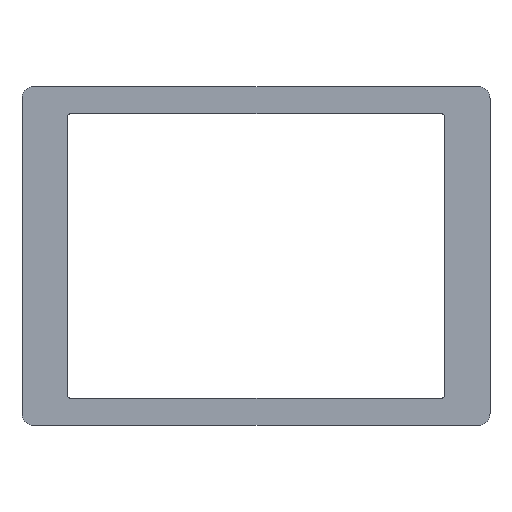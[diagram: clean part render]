
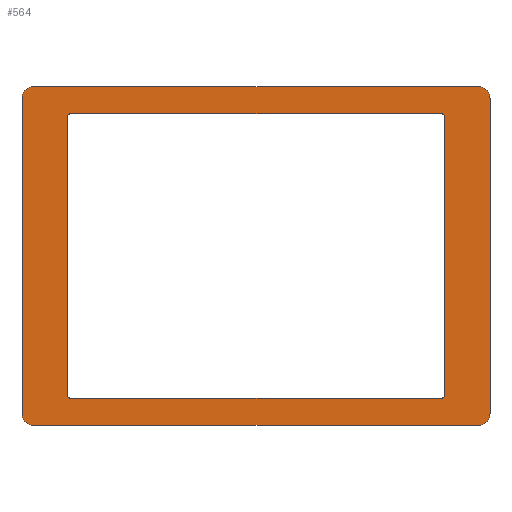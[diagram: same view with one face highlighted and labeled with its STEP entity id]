
A CAD part, front view. The second image highlights one B-rep face of the part: STEP entity #564.
In plain terms, the highlighted planar face has unit normal (0, -1, 0).
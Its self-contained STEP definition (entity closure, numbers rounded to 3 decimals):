
#13 = DIRECTION ( 'NONE',  ( 0., 1., 0. ) ) ;
#15 = ORIENTED_EDGE ( 'NONE', *, *, #186, .T. ) ;
#21 = CARTESIAN_POINT ( 'NONE',  ( -20.45, 2.4, 15.35 ) ) ;
#23 = CARTESIAN_POINT ( 'NONE',  ( 20.45, 2.4, 15.6 ) ) ;
#24 = DIRECTION ( 'NONE',  ( 0., 0., 1. ) ) ;
#31 = ORIENTED_EDGE ( 'NONE', *, *, #32, .F. ) ;
#32 = EDGE_CURVE ( 'NONE', #528, #434, #334, .T. ) ;
#34 = AXIS2_PLACEMENT_3D ( 'NONE', #208, #301, #24 ) ;
#37 = ORIENTED_EDGE ( 'NONE', *, *, #40, .T. ) ;
#39 = VERTEX_POINT ( 'NONE', #508 ) ;
#40 = EDGE_CURVE ( 'NONE', #586, #118, #588, .T. ) ;
#44 = VECTOR ( 'NONE', #89, 1000. ) ;
#46 = VECTOR ( 'NONE', #151, 1000. ) ;
#51 = EDGE_CURVE ( 'NONE', #118, #212, #191, .T. ) ;
#58 = DIRECTION ( 'NONE',  ( 0., 0., 1. ) ) ;
#68 = DIRECTION ( 'NONE',  ( 0., 0., 1. ) ) ;
#85 = AXIS2_PLACEMENT_3D ( 'NONE', #328, #556, #105 ) ;
#86 = CARTESIAN_POINT ( 'NONE',  ( 20.45, 2.4, -15.6 ) ) ;
#89 = DIRECTION ( 'NONE',  ( -1., 0., 0. ) ) ;
#92 = EDGE_CURVE ( 'NONE', #563, #420, #554, .T. ) ;
#95 = CARTESIAN_POINT ( 'NONE',  ( 24.4, 2.4, 18.6 ) ) ;
#105 = DIRECTION ( 'NONE',  ( 0., 0., 1. ) ) ;
#106 = VECTOR ( 'NONE', #266, 1000. ) ;
#108 = CARTESIAN_POINT ( 'NONE',  ( 20.7, 2.4, 15.35 ) ) ;
#109 = EDGE_CURVE ( 'NONE', #392, #452, #518, .T. ) ;
#111 = VERTEX_POINT ( 'NONE', #530 ) ;
#117 = LINE ( 'NONE', #290, #126 ) ;
#118 = VERTEX_POINT ( 'NONE', #108 ) ;
#119 = EDGE_CURVE ( 'NONE', #219, #563, #296, .T. ) ;
#120 = CARTESIAN_POINT ( 'NONE',  ( -20.7, 2.4, -15.35 ) ) ;
#121 = VERTEX_POINT ( 'NONE', #120 ) ;
#126 = VECTOR ( 'NONE', #211, 1000. ) ;
#131 = CARTESIAN_POINT ( 'NONE',  ( -20.45, 2.4, -15.6 ) ) ;
#134 = ORIENTED_EDGE ( 'NONE', *, *, #436, .T. ) ;
#136 = CIRCLE ( 'NONE', #250, 0.25 ) ;
#143 = DIRECTION ( 'NONE',  ( -1., 0., 0. ) ) ;
#145 = CARTESIAN_POINT ( 'NONE',  ( -25.7, 2.4, -17.3 ) ) ;
#146 = DIRECTION ( 'NONE',  ( 1., 0., 0. ) ) ;
#151 = DIRECTION ( 'NONE',  ( 1., 0., 0. ) ) ;
#154 = CARTESIAN_POINT ( 'NONE',  ( 24.4, 2.4, -18.6 ) ) ;
#156 = AXIS2_PLACEMENT_3D ( 'NONE', #317, #222, #272 ) ;
#160 = ORIENTED_EDGE ( 'NONE', *, *, #119, .F. ) ;
#162 = ORIENTED_EDGE ( 'NONE', *, *, #201, .F. ) ;
#163 = DIRECTION ( 'NONE',  ( 0., 0., 1. ) ) ;
#164 = ORIENTED_EDGE ( 'NONE', *, *, #531, .F. ) ;
#165 = AXIS2_PLACEMENT_3D ( 'NONE', #255, #484, #263 ) ;
#168 = CARTESIAN_POINT ( 'NONE',  ( -24.4, 2.4, -17.3 ) ) ;
#173 = PLANE ( 'NONE',  #165 ) ;
#175 = LINE ( 'NONE', #131, #44 ) ;
#186 = EDGE_CURVE ( 'NONE', #121, #392, #117, .T. ) ;
#190 = CARTESIAN_POINT ( 'NONE',  ( 24.4, 2.4, 17.3 ) ) ;
#191 = LINE ( 'NONE', #289, #298 ) ;
#193 = CARTESIAN_POINT ( 'NONE',  ( -20.7, 2.4, 15.35 ) ) ;
#201 = EDGE_CURVE ( 'NONE', #111, #528, #454, .T. ) ;
#208 = CARTESIAN_POINT ( 'NONE',  ( 24.4, 2.4, -17.3 ) ) ;
#211 = DIRECTION ( 'NONE',  ( 0., 0., 1. ) ) ;
#212 = VERTEX_POINT ( 'NONE', #253 ) ;
#219 = VERTEX_POINT ( 'NONE', #438 ) ;
#222 = DIRECTION ( 'NONE',  ( 0., 1., 0. ) ) ;
#224 = VECTOR ( 'NONE', #146, 1000. ) ;
#232 = LINE ( 'NONE', #596, #46 ) ;
#236 = CARTESIAN_POINT ( 'NONE',  ( -24.4, 2.4, 18.6 ) ) ;
#240 = EDGE_CURVE ( 'NONE', #350, #318, #175, .T. ) ;
#246 = CARTESIAN_POINT ( 'NONE',  ( -24.4, 2.4, 17.3 ) ) ;
#248 = VECTOR ( 'NONE', #143, 1000. ) ;
#250 = AXIS2_PLACEMENT_3D ( 'NONE', #310, #252, #58 ) ;
#252 = DIRECTION ( 'NONE',  ( 0., 1., 0. ) ) ;
#253 = CARTESIAN_POINT ( 'NONE',  ( 20.7, 2.4, -15.35 ) ) ;
#255 = CARTESIAN_POINT ( 'NONE',  ( -24.4, 2.4, -17.3 ) ) ;
#263 = DIRECTION ( 'NONE',  ( 0., 0., 1. ) ) ;
#265 = EDGE_LOOP ( 'NONE', ( #406, #515, #160, #573, #268, #31, #162, #164 ) ) ;
#266 = DIRECTION ( 'NONE',  ( 0., 0., -1. ) ) ;
#268 = ORIENTED_EDGE ( 'NONE', *, *, #469, .F. ) ;
#271 = ORIENTED_EDGE ( 'NONE', *, *, #240, .T. ) ;
#272 = DIRECTION ( 'NONE',  ( 0., 0., 1. ) ) ;
#284 = DIRECTION ( 'NONE',  ( 0., 1., 0. ) ) ;
#289 = CARTESIAN_POINT ( 'NONE',  ( 20.7, 2.4, -15.35 ) ) ;
#290 = CARTESIAN_POINT ( 'NONE',  ( -20.7, 2.4, -15.35 ) ) ;
#291 = EDGE_CURVE ( 'NONE', #212, #350, #360, .T. ) ;
#292 = EDGE_CURVE ( 'NONE', #475, #219, #582, .T. ) ;
#296 = CIRCLE ( 'NONE', #34, 1.3 ) ;
#298 = VECTOR ( 'NONE', #321, 1000. ) ;
#301 = DIRECTION ( 'NONE',  ( 0., 1., 0. ) ) ;
#306 = AXIS2_PLACEMENT_3D ( 'NONE', #246, #433, #482 ) ;
#307 = FACE_BOUND ( 'NONE', #359, .T. ) ;
#310 = CARTESIAN_POINT ( 'NONE',  ( -20.45, 2.4, -15.35 ) ) ;
#314 = CARTESIAN_POINT ( 'NONE',  ( 25.7, 2.4, -17.3 ) ) ;
#317 = CARTESIAN_POINT ( 'NONE',  ( 20.45, 2.4, -15.35 ) ) ;
#318 = VERTEX_POINT ( 'NONE', #458 ) ;
#321 = DIRECTION ( 'NONE',  ( 0., 0., -1. ) ) ;
#327 = DIRECTION ( 'NONE',  ( 0., 0., 1. ) ) ;
#328 = CARTESIAN_POINT ( 'NONE',  ( 20.45, 2.4, 15.35 ) ) ;
#334 = LINE ( 'NONE', #512, #224 ) ;
#350 = VERTEX_POINT ( 'NONE', #86 ) ;
#352 = CIRCLE ( 'NONE', #361, 1.3 ) ;
#359 = EDGE_LOOP ( 'NONE', ( #271, #543, #15, #395, #134, #37, #400, #483 ) ) ;
#360 = CIRCLE ( 'NONE', #156, 0.25 ) ;
#361 = AXIS2_PLACEMENT_3D ( 'NONE', #190, #284, #470 ) ;
#367 = LINE ( 'NONE', #145, #381 ) ;
#375 = CARTESIAN_POINT ( 'NONE',  ( -24.4, 2.4, -18.6 ) ) ;
#378 = DIRECTION ( 'NONE',  ( 0., 1., 0. ) ) ;
#381 = VECTOR ( 'NONE', #327, 1000. ) ;
#392 = VERTEX_POINT ( 'NONE', #193 ) ;
#395 = ORIENTED_EDGE ( 'NONE', *, *, #109, .T. ) ;
#396 = FACE_OUTER_BOUND ( 'NONE', #265, .T. ) ;
#400 = ORIENTED_EDGE ( 'NONE', *, *, #51, .T. ) ;
#406 = ORIENTED_EDGE ( 'NONE', *, *, #591, .F. ) ;
#408 = CARTESIAN_POINT ( 'NONE',  ( -24.4, 2.4, -18.6 ) ) ;
#420 = VERTEX_POINT ( 'NONE', #408 ) ;
#423 = CARTESIAN_POINT ( 'NONE',  ( 25.7, 2.4, 17.3 ) ) ;
#433 = DIRECTION ( 'NONE',  ( 0., 1., 0. ) ) ;
#434 = VERTEX_POINT ( 'NONE', #95 ) ;
#436 = EDGE_CURVE ( 'NONE', #452, #586, #232, .T. ) ;
#438 = CARTESIAN_POINT ( 'NONE',  ( 25.7, 2.4, -17.3 ) ) ;
#452 = VERTEX_POINT ( 'NONE', #514 ) ;
#454 = CIRCLE ( 'NONE', #306, 1.3 ) ;
#458 = CARTESIAN_POINT ( 'NONE',  ( -20.45, 2.4, -15.6 ) ) ;
#469 = EDGE_CURVE ( 'NONE', #434, #475, #352, .T. ) ;
#470 = DIRECTION ( 'NONE',  ( 0., 0., 1. ) ) ;
#475 = VERTEX_POINT ( 'NONE', #423 ) ;
#477 = CIRCLE ( 'NONE', #558, 1.3 ) ;
#482 = DIRECTION ( 'NONE',  ( 0., 0., 1. ) ) ;
#483 = ORIENTED_EDGE ( 'NONE', *, *, #291, .T. ) ;
#484 = DIRECTION ( 'NONE',  ( 0., 1., 0. ) ) ;
#508 = CARTESIAN_POINT ( 'NONE',  ( -25.7, 2.4, -17.3 ) ) ;
#512 = CARTESIAN_POINT ( 'NONE',  ( -24.4, 2.4, 18.6 ) ) ;
#514 = CARTESIAN_POINT ( 'NONE',  ( -20.45, 2.4, 15.6 ) ) ;
#515 = ORIENTED_EDGE ( 'NONE', *, *, #92, .F. ) ;
#518 = CIRCLE ( 'NONE', #557, 0.25 ) ;
#528 = VERTEX_POINT ( 'NONE', #236 ) ;
#530 = CARTESIAN_POINT ( 'NONE',  ( -25.7, 2.4, 17.3 ) ) ;
#531 = EDGE_CURVE ( 'NONE', #39, #111, #367, .T. ) ;
#543 = ORIENTED_EDGE ( 'NONE', *, *, #584, .T. ) ;
#554 = LINE ( 'NONE', #375, #248 ) ;
#556 = DIRECTION ( 'NONE',  ( 0., 1., 0. ) ) ;
#557 = AXIS2_PLACEMENT_3D ( 'NONE', #21, #13, #163 ) ;
#558 = AXIS2_PLACEMENT_3D ( 'NONE', #168, #378, #68 ) ;
#563 = VERTEX_POINT ( 'NONE', #154 ) ;
#564 = ADVANCED_FACE ( 'NONE', ( #307, #396 ), #173, .F. ) ;
#573 = ORIENTED_EDGE ( 'NONE', *, *, #292, .F. ) ;
#582 = LINE ( 'NONE', #314, #106 ) ;
#584 = EDGE_CURVE ( 'NONE', #318, #121, #136, .T. ) ;
#586 = VERTEX_POINT ( 'NONE', #23 ) ;
#588 = CIRCLE ( 'NONE', #85, 0.25 ) ;
#591 = EDGE_CURVE ( 'NONE', #420, #39, #477, .T. ) ;
#596 = CARTESIAN_POINT ( 'NONE',  ( -20.45, 2.4, 15.6 ) ) ;
